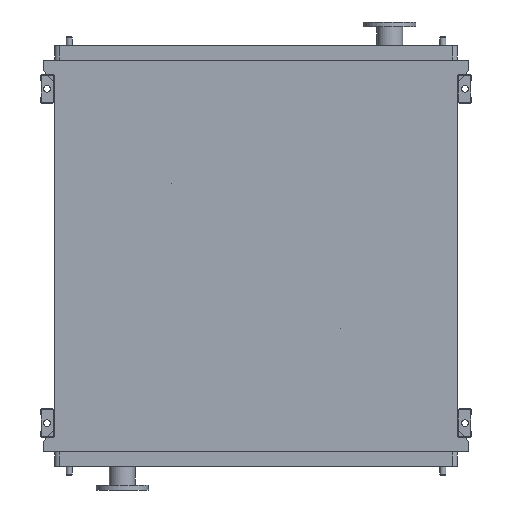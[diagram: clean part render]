
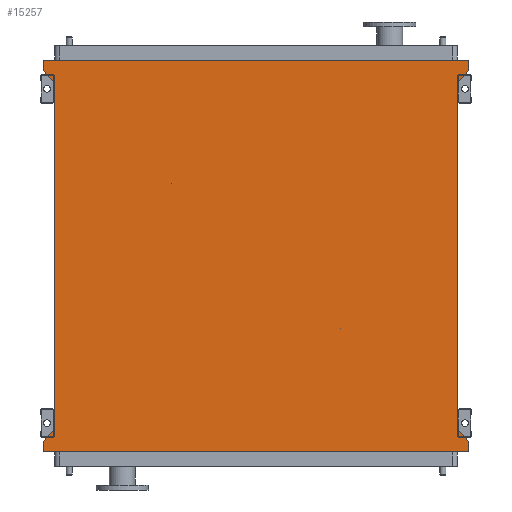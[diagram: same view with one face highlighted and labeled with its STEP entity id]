
A CAD part, front view. The second image highlights one B-rep face of the part: STEP entity #15257.
In plain terms, the highlighted planar face has unit normal (0, -1, 0).
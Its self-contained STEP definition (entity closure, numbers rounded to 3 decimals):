
#82 = LINE ( 'NONE', #6717, #7157 ) ;
#115 = DIRECTION ( 'NONE',  ( 0., 0., 1. ) ) ;
#230 = VERTEX_POINT ( 'NONE', #4272 ) ;
#346 = EDGE_CURVE ( 'NONE', #10699, #7820, #3688, .T. ) ;
#458 = EDGE_CURVE ( 'NONE', #16433, #12633, #2342, .T. ) ;
#480 = LINE ( 'NONE', #12218, #7105 ) ;
#1181 = VECTOR ( 'NONE', #14063, 1000. ) ;
#1604 = LINE ( 'NONE', #5605, #1181 ) ;
#1812 = VECTOR ( 'NONE', #7747, 1000. ) ;
#1889 = CARTESIAN_POINT ( 'NONE',  ( 845., 0., -1450. ) ) ;
#1906 = CARTESIAN_POINT ( 'NONE',  ( 891., 0., 53. ) ) ;
#1954 = DIRECTION ( 'NONE',  ( 0., -1., 0. ) ) ;
#2245 = LINE ( 'NONE', #10598, #1812 ) ;
#2323 = DIRECTION ( 'NONE',  ( -1., 0., 0. ) ) ;
#2327 = CARTESIAN_POINT ( 'NONE',  ( -891., 0., 95. ) ) ;
#2342 = LINE ( 'NONE', #7916, #13181 ) ;
#2507 = EDGE_LOOP ( 'NONE', ( #8210, #8766, #11066, #5604, #8459, #3820, #10763, #16251, #13016, #9296, #13203, #13753 ) ) ;
#2624 = VERTEX_POINT ( 'NONE', #1906 ) ;
#3582 = VECTOR ( 'NONE', #16333, 1000. ) ;
#3688 = LINE ( 'NONE', #4951, #18279 ) ;
#3820 = ORIENTED_EDGE ( 'NONE', *, *, #6916, .F. ) ;
#4242 = LINE ( 'NONE', #17983, #7560 ) ;
#4270 = DIRECTION ( 'NONE',  ( 0.655, 0., -0.755 ) ) ;
#4272 = CARTESIAN_POINT ( 'NONE',  ( -891., 0., -1503. ) ) ;
#4275 = VECTOR ( 'NONE', #15209, 1000. ) ;
#4663 = VERTEX_POINT ( 'NONE', #1889 ) ;
#4718 = LINE ( 'NONE', #8166, #4275 ) ;
#4746 = PLANE ( 'NONE',  #17803 ) ;
#4951 = CARTESIAN_POINT ( 'NONE',  ( 891., 0., -1503. ) ) ;
#5604 = ORIENTED_EDGE ( 'NONE', *, *, #458, .F. ) ;
#5605 = CARTESIAN_POINT ( 'NONE',  ( -845., 0., 0. ) ) ;
#6174 = CARTESIAN_POINT ( 'NONE',  ( -845., 0., -1450. ) ) ;
#6457 = CARTESIAN_POINT ( 'NONE',  ( 891., 0., 53. ) ) ;
#6717 = CARTESIAN_POINT ( 'NONE',  ( 891., 0., 95. ) ) ;
#6779 = EDGE_CURVE ( 'NONE', #12633, #2624, #82, .T. ) ;
#6893 = LINE ( 'NONE', #15948, #14413 ) ;
#6916 = EDGE_CURVE ( 'NONE', #14338, #7244, #1604, .T. ) ;
#6932 = VERTEX_POINT ( 'NONE', #18318 ) ;
#6943 = CARTESIAN_POINT ( 'NONE',  ( -891., 0., -1545. ) ) ;
#7105 = VECTOR ( 'NONE', #2323, 1000. ) ;
#7157 = VECTOR ( 'NONE', #15191, 1000. ) ;
#7244 = VERTEX_POINT ( 'NONE', #10420 ) ;
#7348 = LINE ( 'NONE', #6457, #3582 ) ;
#7490 = DIRECTION ( 'NONE',  ( 0.655, 0., 0.755 ) ) ;
#7560 = VECTOR ( 'NONE', #11012, 1000. ) ;
#7571 = CARTESIAN_POINT ( 'NONE',  ( -845., 0., -1450. ) ) ;
#7747 = DIRECTION ( 'NONE',  ( 0., 0., 1. ) ) ;
#7820 = VERTEX_POINT ( 'NONE', #13466 ) ;
#7916 = CARTESIAN_POINT ( 'NONE',  ( -891., 0., 95. ) ) ;
#8166 = CARTESIAN_POINT ( 'NONE',  ( -891., 0., 53. ) ) ;
#8210 = ORIENTED_EDGE ( 'NONE', *, *, #17494, .T. ) ;
#8459 = ORIENTED_EDGE ( 'NONE', *, *, #16493, .F. ) ;
#8521 = LINE ( 'NONE', #17031, #11801 ) ;
#8693 = VERTEX_POINT ( 'NONE', #7571 ) ;
#8766 = ORIENTED_EDGE ( 'NONE', *, *, #17303, .F. ) ;
#9259 = EDGE_CURVE ( 'NONE', #8693, #14338, #2245, .T. ) ;
#9296 = ORIENTED_EDGE ( 'NONE', *, *, #9936, .F. ) ;
#9581 = DIRECTION ( 'NONE',  ( 1., 0., 0. ) ) ;
#9658 = EDGE_CURVE ( 'NONE', #230, #8693, #6893, .T. ) ;
#9936 = EDGE_CURVE ( 'NONE', #7820, #12998, #480, .T. ) ;
#10420 = CARTESIAN_POINT ( 'NONE',  ( -891., 0., 53. ) ) ;
#10598 = CARTESIAN_POINT ( 'NONE',  ( -845., 0., -1450. ) ) ;
#10699 = VERTEX_POINT ( 'NONE', #15535 ) ;
#10763 = ORIENTED_EDGE ( 'NONE', *, *, #9259, .F. ) ;
#11012 = DIRECTION ( 'NONE',  ( 0., 0., 1. ) ) ;
#11066 = ORIENTED_EDGE ( 'NONE', *, *, #6779, .F. ) ;
#11701 = CARTESIAN_POINT ( 'NONE',  ( -845., 0., 0. ) ) ;
#11801 = VECTOR ( 'NONE', #115, 1000. ) ;
#11837 = DIRECTION ( 'NONE',  ( 0., 0., -1. ) ) ;
#12218 = CARTESIAN_POINT ( 'NONE',  ( 891., 0., -1545. ) ) ;
#12633 = VERTEX_POINT ( 'NONE', #17521 ) ;
#12998 = VERTEX_POINT ( 'NONE', #6943 ) ;
#13016 = ORIENTED_EDGE ( 'NONE', *, *, #14170, .F. ) ;
#13181 = VECTOR ( 'NONE', #9581, 1000. ) ;
#13203 = ORIENTED_EDGE ( 'NONE', *, *, #346, .F. ) ;
#13293 = LINE ( 'NONE', #14155, #16619 ) ;
#13466 = CARTESIAN_POINT ( 'NONE',  ( 891., 0., -1545. ) ) ;
#13753 = ORIENTED_EDGE ( 'NONE', *, *, #17634, .F. ) ;
#14046 = FACE_OUTER_BOUND ( 'NONE', #2507, .T. ) ;
#14063 = DIRECTION ( 'NONE',  ( -0.655, 0., 0.755 ) ) ;
#14155 = CARTESIAN_POINT ( 'NONE',  ( 845., 0., -1450. ) ) ;
#14170 = EDGE_CURVE ( 'NONE', #12998, #230, #8521, .T. ) ;
#14338 = VERTEX_POINT ( 'NONE', #11701 ) ;
#14413 = VECTOR ( 'NONE', #7490, 1000. ) ;
#15191 = DIRECTION ( 'NONE',  ( 0., 0., -1. ) ) ;
#15209 = DIRECTION ( 'NONE',  ( 0., 0., 1. ) ) ;
#15257 = ADVANCED_FACE ( 'NONE', ( #14046 ), #4746, .T. ) ;
#15535 = CARTESIAN_POINT ( 'NONE',  ( 891., 0., -1503. ) ) ;
#15948 = CARTESIAN_POINT ( 'NONE',  ( -891., 0., -1503. ) ) ;
#16251 = ORIENTED_EDGE ( 'NONE', *, *, #9658, .F. ) ;
#16333 = DIRECTION ( 'NONE',  ( -0.655, 0., -0.755 ) ) ;
#16433 = VERTEX_POINT ( 'NONE', #2327 ) ;
#16493 = EDGE_CURVE ( 'NONE', #7244, #16433, #4718, .T. ) ;
#16619 = VECTOR ( 'NONE', #4270, 1000. ) ;
#17031 = CARTESIAN_POINT ( 'NONE',  ( -891., 0., -1545. ) ) ;
#17303 = EDGE_CURVE ( 'NONE', #2624, #6932, #7348, .T. ) ;
#17494 = EDGE_CURVE ( 'NONE', #4663, #6932, #4242, .T. ) ;
#17521 = CARTESIAN_POINT ( 'NONE',  ( 891., 0., 95. ) ) ;
#17634 = EDGE_CURVE ( 'NONE', #4663, #10699, #13293, .T. ) ;
#17671 = DIRECTION ( 'NONE',  ( 0., 0., -1. ) ) ;
#17803 = AXIS2_PLACEMENT_3D ( 'NONE', #6174, #1954, #11837 ) ;
#17983 = CARTESIAN_POINT ( 'NONE',  ( 845., 0., -1450. ) ) ;
#18279 = VECTOR ( 'NONE', #17671, 1000. ) ;
#18318 = CARTESIAN_POINT ( 'NONE',  ( 845., 0., 0. ) ) ;
